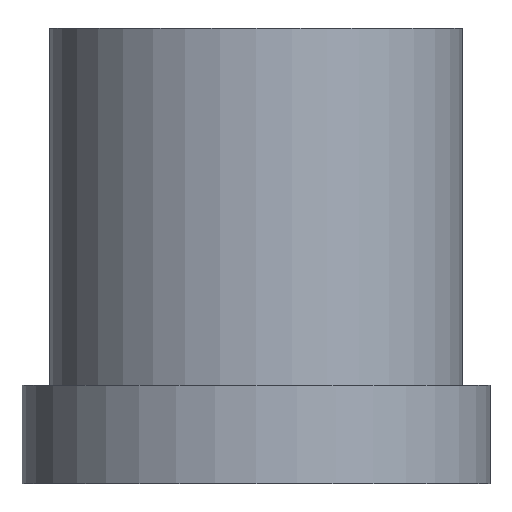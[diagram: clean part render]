
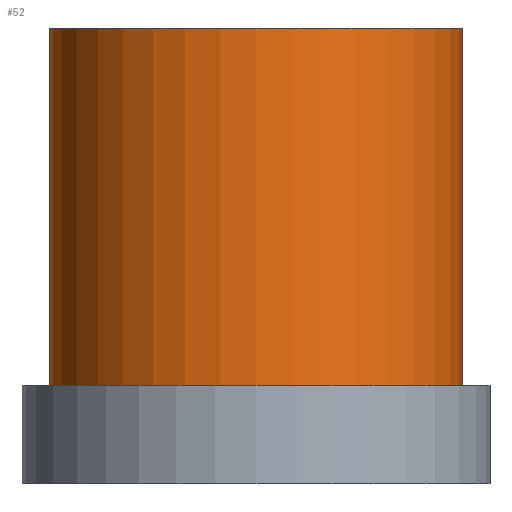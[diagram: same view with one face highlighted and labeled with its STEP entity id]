
A CAD part, front view. The second image highlights one B-rep face of the part: STEP entity #52.
In plain terms, the highlighted cylindrical face has radius 16.75 mm (diameter 33.5 mm), a partial arc.
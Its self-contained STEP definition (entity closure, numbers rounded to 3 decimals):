
#5 = VERTEX_POINT ( 'NONE', #284 ) ;
#16 = CARTESIAN_POINT ( 'NONE',  ( 0., 0., 37. ) ) ;
#20 = CARTESIAN_POINT ( 'NONE',  ( -16.75, 0., 8. ) ) ;
#24 = CIRCLE ( 'NONE', #293, 16.75 ) ;
#30 = EDGE_LOOP ( 'NONE', ( #256, #40, #186, #267 ) ) ;
#40 = ORIENTED_EDGE ( 'NONE', *, *, #246, .F. ) ;
#42 = DIRECTION ( 'NONE',  ( 1., 0., 0. ) ) ;
#52 = ADVANCED_FACE ( 'NONE', ( #175 ), #174, .T. ) ;
#54 = VECTOR ( 'NONE', #74, 1000. ) ;
#59 = CARTESIAN_POINT ( 'NONE',  ( 0., 0., 8. ) ) ;
#61 = DIRECTION ( 'NONE',  ( 0., 0., 1. ) ) ;
#63 = CARTESIAN_POINT ( 'NONE',  ( 0., 0., 37. ) ) ;
#65 = AXIS2_PLACEMENT_3D ( 'NONE', #63, #223, #290 ) ;
#66 = CARTESIAN_POINT ( 'NONE',  ( 16.75, 0., 37. ) ) ;
#72 = EDGE_CURVE ( 'NONE', #140, #5, #24, .T. ) ;
#74 = DIRECTION ( 'NONE',  ( 0., 0., -1. ) ) ;
#94 = LINE ( 'NONE', #66, #201 ) ;
#108 = CARTESIAN_POINT ( 'NONE',  ( 16.75, 0., 37. ) ) ;
#109 = DIRECTION ( 'NONE',  ( 0., 0., -1. ) ) ;
#140 = VERTEX_POINT ( 'NONE', #20 ) ;
#142 = VERTEX_POINT ( 'NONE', #108 ) ;
#146 = AXIS2_PLACEMENT_3D ( 'NONE', #16, #152, #222 ) ;
#150 = LINE ( 'NONE', #171, #54 ) ;
#152 = DIRECTION ( 'NONE',  ( 0., 0., -1. ) ) ;
#153 = CARTESIAN_POINT ( 'NONE',  ( -16.75, 0., 37. ) ) ;
#161 = VERTEX_POINT ( 'NONE', #153 ) ;
#162 = EDGE_CURVE ( 'NONE', #142, #5, #94, .T. ) ;
#171 = CARTESIAN_POINT ( 'NONE',  ( -16.75, 0., 37. ) ) ;
#174 = CYLINDRICAL_SURFACE ( 'NONE', #146, 16.75 ) ;
#175 = FACE_OUTER_BOUND ( 'NONE', #30, .T. ) ;
#186 = ORIENTED_EDGE ( 'NONE', *, *, #266, .T. ) ;
#196 = CIRCLE ( 'NONE', #65, 16.75 ) ;
#201 = VECTOR ( 'NONE', #109, 1000. ) ;
#222 = DIRECTION ( 'NONE',  ( -1., 0., 0. ) ) ;
#223 = DIRECTION ( 'NONE',  ( 0., 0., 1. ) ) ;
#246 = EDGE_CURVE ( 'NONE', #161, #142, #196, .T. ) ;
#256 = ORIENTED_EDGE ( 'NONE', *, *, #162, .F. ) ;
#266 = EDGE_CURVE ( 'NONE', #161, #140, #150, .T. ) ;
#267 = ORIENTED_EDGE ( 'NONE', *, *, #72, .T. ) ;
#284 = CARTESIAN_POINT ( 'NONE',  ( 16.75, 0., 8. ) ) ;
#290 = DIRECTION ( 'NONE',  ( 1., 0., 0. ) ) ;
#293 = AXIS2_PLACEMENT_3D ( 'NONE', #59, #61, #42 ) ;
